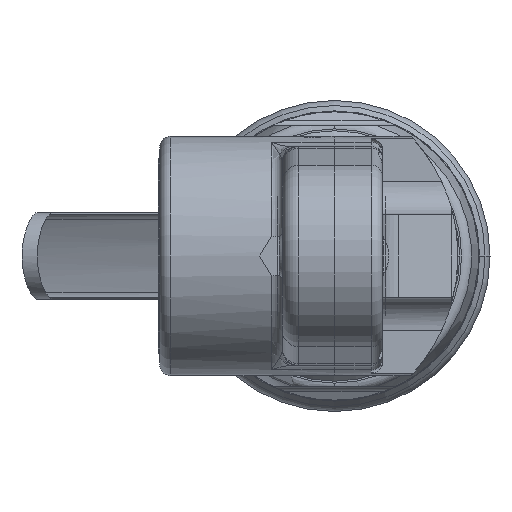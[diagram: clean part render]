
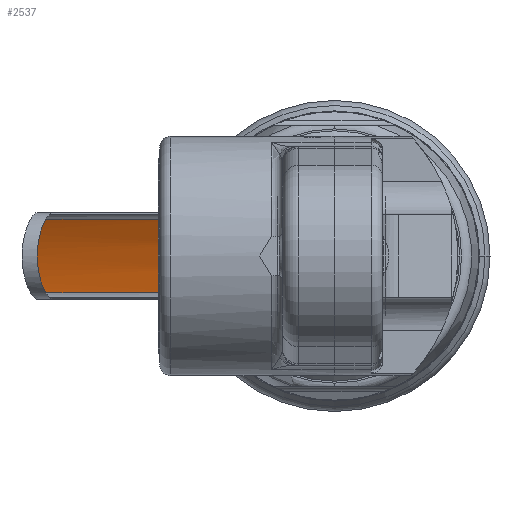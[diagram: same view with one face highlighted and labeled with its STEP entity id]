
A CAD part, left-side view. The second image highlights one B-rep face of the part: STEP entity #2537.
In plain terms, the highlighted cylindrical face has radius 24.13 mm (diameter 48.26 mm), a partial arc.
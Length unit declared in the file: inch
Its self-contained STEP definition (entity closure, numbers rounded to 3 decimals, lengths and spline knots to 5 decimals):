
#1935=CARTESIAN_POINT('',(-1.14795,1.65873,
-0.21182));
#1936=CARTESIAN_POINT('',(-1.16171,1.66406,
-0.20266));
#1937=CARTESIAN_POINT('',(-1.18667,1.67443,
-0.18185));
#1938=CARTESIAN_POINT('',(-1.21768,1.68867,
-0.14257));
#1939=CARTESIAN_POINT('',(-1.24015,1.69978,
-0.09786));
#1940=CARTESIAN_POINT('',(-1.25373,1.7068,
-0.0497));
#1941=CARTESIAN_POINT('',(-1.25825,1.70919,
0.));
#1942=CARTESIAN_POINT('',(-1.25373,1.7068,
0.0497));
#1943=CARTESIAN_POINT('',(-1.24015,1.69978,
0.09786));
#1944=CARTESIAN_POINT('',(-1.21768,1.68867,
0.14257));
#1945=CARTESIAN_POINT('',(-1.18667,1.67443,
0.18185));
#1946=CARTESIAN_POINT('',(-1.16171,1.66406,
0.20266));
#1947=CARTESIAN_POINT('',(-1.14795,1.65873,
0.21182));
#1949=DIRECTION('',(-0.974,0.225,0.));
#1950=VECTOR('',#1949,3.88282);
#1951=CARTESIAN_POINT('',(2.63536,0.78529,
0.21182));
#1952=LINE('',#1951,#1950);
#1953=CARTESIAN_POINT('',(2.42703,-0.11706,0.));
#1954=DIRECTION('',(-0.974,0.225,0.));
#1955=DIRECTION('',(0.219,0.95,0.223));
#1956=AXIS2_PLACEMENT_3D('',#1953,#1954,#1955);
#2056=DIRECTION('',(-0.974,0.225,0.));
#2057=VECTOR('',#2056,3.88282);
#2058=CARTESIAN_POINT('',(2.63536,0.78529,
-0.21182));
#2059=LINE('',#2058,#2057);
#2199=CARTESIAN_POINT('',(2.63536,0.78529,
-0.21182));
#2200=CARTESIAN_POINT('',(2.63536,0.78529,
0.21182));
#2201=VERTEX_POINT('',#2199);
#2202=VERTEX_POINT('',#2200);
#2221=VERTEX_POINT('',#1935);
#2222=VERTEX_POINT('',#1947);
#2523=CARTESIAN_POINT('',(2.42703,-0.11706,0.));
#2524=DIRECTION('',(-0.974,0.225,0.));
#2525=DIRECTION('',(0.,0.,1.));
#2526=AXIS2_PLACEMENT_3D('',#2523,#2524,#2525);
#2527=CYLINDRICAL_SURFACE('',#2526,0.95);
#2529=ORIENTED_EDGE('',*,*,#2528,.T.);
#2530=ORIENTED_EDGE('',*,*,#2515,.F.);
#2532=ORIENTED_EDGE('',*,*,#2531,.T.);
#2534=ORIENTED_EDGE('',*,*,#2533,.T.);
#2535=EDGE_LOOP('',(#2529,#2530,#2532,#2534));
#2536=FACE_OUTER_BOUND('',#2535,.F.);
#2537=ADVANCED_FACE('',(#2536),#2527,.F.);
#1948=B_SPLINE_CURVE_WITH_KNOTS('',3,(#1935,#1936,#1937,#1938,#1939,#1940,#1941,
#1942,#1943,#1944,#1945,#1946,#1947),.UNSPECIFIED.,.F.,.F.,(4,1,1,1,1,1,1,1,1,1,
4),(0.,0.1,0.2,0.3,0.4,0.5,0.6,0.7,0.8,0.9,1.),
.UNSPECIFIED.);
#1957=CIRCLE('',#1956,0.95);
#2515=EDGE_CURVE('',#2202,#2222,#1952,.T.);
#2528=EDGE_CURVE('',#2221,#2222,#1948,.T.);
#2531=EDGE_CURVE('',#2202,#2201,#1957,.T.);
#2533=EDGE_CURVE('',#2201,#2221,#2059,.T.);
